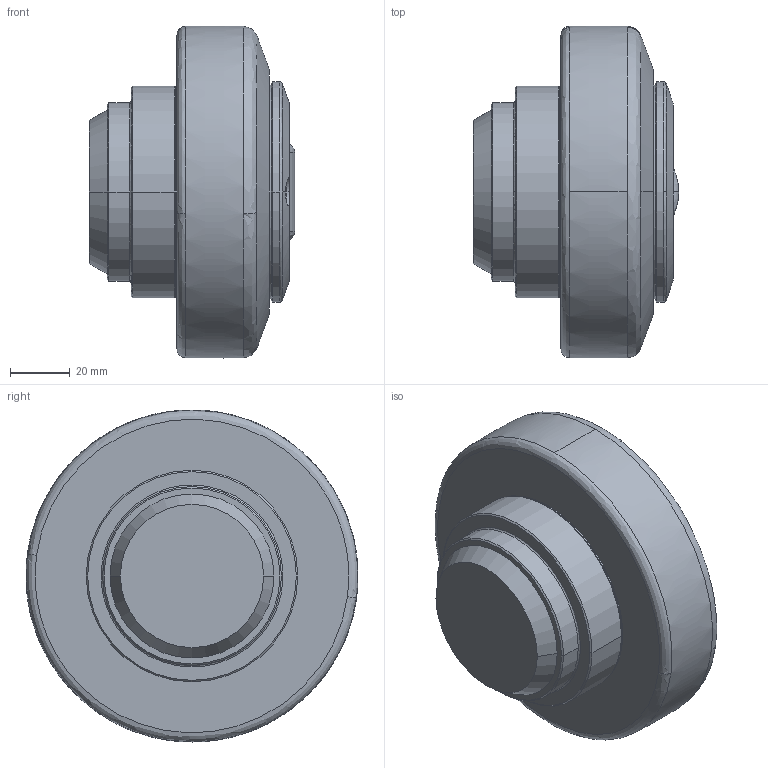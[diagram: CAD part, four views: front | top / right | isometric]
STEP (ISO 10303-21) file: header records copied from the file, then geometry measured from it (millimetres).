
FILE_DESCRIPTION (( 'STEP AP214' ), '1' );
FILE_NAME ('XTR-110.0300-Rollco.step', '2023-04-28T07:42:35', ( '' ), ( '' ), 'SwSTEP 2.0', 'SolidWorks 2010', '' );
FILE_SCHEMA (( 'AUTOMOTIVE_DESIGN' ));
Length unit declared in the file: millimetre
Products named in the file (1): XTR-110.0300-Rollco
Bounding box: 68.92 x 111.38 x 111.4 mm (x, y, z)
Volume: 410804.1 mm3; surface area: 35519.7 mm2
Topology: 1 solids, 1 shells, 79 faces, 192 edges, 124 vertices
Faces by surface type: cylinder 26, cone 22, bspline 17, plane 12, torus 2
Entity records: 3157 total; most frequent: CARTESIAN_POINT 1039, DIRECTION 434, ORIENTED_EDGE 384, AXIS2_PLACEMENT_3D 193, EDGE_CURVE 192, CIRCLE 130, VERTEX_POINT 124, EDGE_LOOP 88
